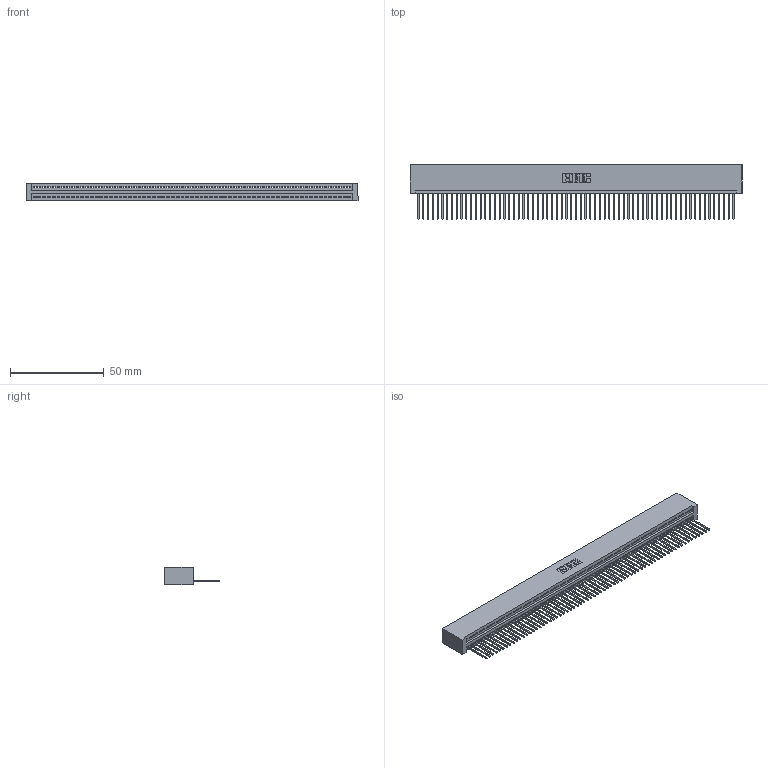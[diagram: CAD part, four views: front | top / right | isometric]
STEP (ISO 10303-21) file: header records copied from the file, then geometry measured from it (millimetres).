
FILE_DESCRIPTION (( 'STEP AP203' ), '1' );
FILE_NAME ('345-067-540-101.STEP', '2019-10-12T01:33:58', ( '' ), ( '' ), 'SwSTEP 2.0', 'SolidWorks 2016', '' );
FILE_SCHEMA (( 'CONFIG_CONTROL_DESIGN' ));
Length unit declared in the file: inch
Products named in the file (3): 345 Part_No Mounting Lugs; 345-067-540-101; 345-292-001_345-293-140
Assembly tree (68 placements, depth 2):
  345-067-540-101
    345 Part_No Mounting Lugs
    345-292-001_345-293-140  x67
Bounding box: 176.78 x 29.13 x 9.4 mm (x, y, z)
Volume: 17671 mm3; surface area: 24665.9 mm2
Topology: 68 solids, 68 shells, 4004 faces, 12109 edges, 7982 vertices
Faces by surface type: plane 2756, cylinder 1248
Entity records: 46801 total; most frequent: ORIENTED_EDGE 8114, CARTESIAN_POINT 8113, DIRECTION 7043, EDGE_CURVE 4057, LINE 3665, VECTOR 3665, VERTEX_POINT 2702, AXIS2_PLACEMENT_3D 1689
